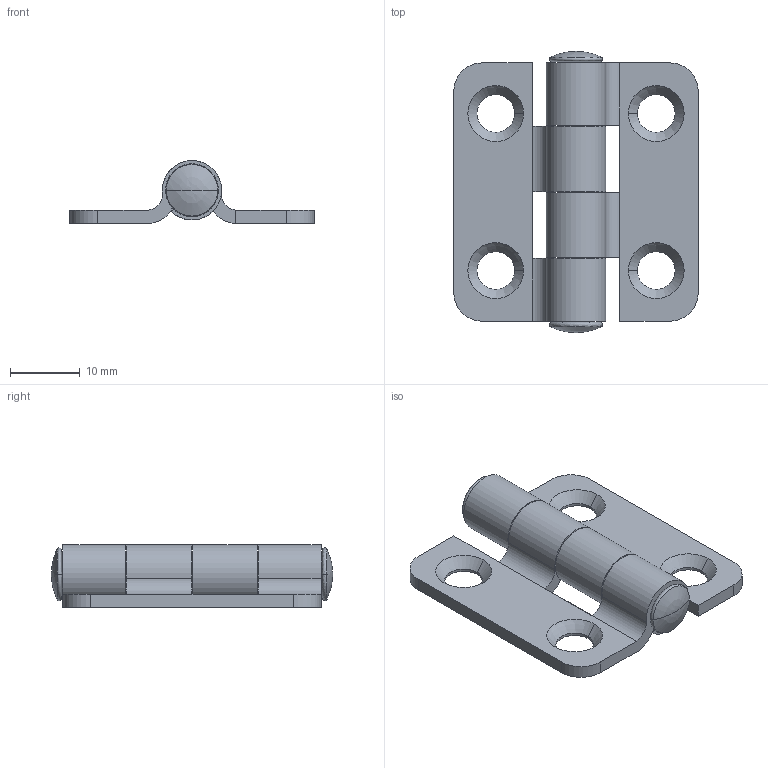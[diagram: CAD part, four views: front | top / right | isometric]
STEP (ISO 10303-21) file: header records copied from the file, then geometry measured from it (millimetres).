
FILE_DESCRIPTION(/* description */ (''),/* implementation_level */ '2;1');
FILE_NAME(/* name */ 'JL253-1',/* time_stamp */ '2024-10-05T13:05:04+08:00',/* author */ (''),/* organization */ (''),/* preprocessor_version */ 'ST-DEVELOPER v19.2',/* originating_system */ 'Rhino 8.5',/* authorisation */ '');
FILE_SCHEMA (('CONFIG_CONTROL_DESIGN'));
Length unit declared in the file: millimetre
Products named in the file (1): Document
Bounding box: 35 x 40.29 x 9 mm (x, y, z)
Volume: 3634.1 mm3; surface area: 4835.1 mm2
Topology: 4 solids, 4 shells, 80 faces, 200 edges, 120 vertices
Faces by surface type: cylinder 32, plane 24, bspline 24
Entity records: 2909 total; most frequent: CARTESIAN_POINT 1188, ORIENTED_EDGE 384, DIRECTION 236, EDGE_CURVE 192, AXIS2_PLACEMENT_3D 146, VERTEX_POINT 120, EDGE_LOOP 88, TRIMMED_CURVE 88
